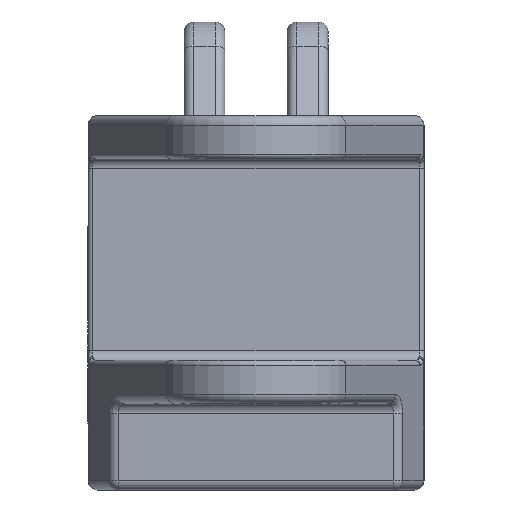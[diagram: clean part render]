
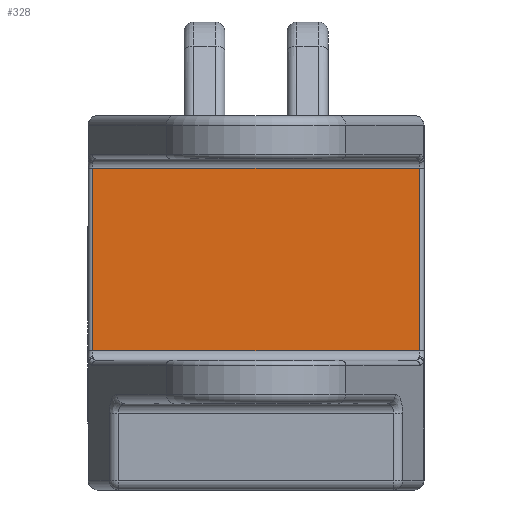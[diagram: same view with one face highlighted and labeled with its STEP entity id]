
A CAD part, left-side view. The second image highlights one B-rep face of the part: STEP entity #328.
In plain terms, the highlighted planar face has unit normal (-1, 0, 0).
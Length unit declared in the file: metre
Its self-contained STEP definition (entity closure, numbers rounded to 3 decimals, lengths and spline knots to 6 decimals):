
#328 = ADVANCED_FACE( '', ( #720 ), #721, .T. );
#720 = FACE_OUTER_BOUND( '', #1959, .T. );
#721 = PLANE( '', #1960 );
#1959 = EDGE_LOOP( '', ( #3173, #3174, #3175, #3176 ) );
#1960 = AXIS2_PLACEMENT_3D( '', #3177, #3178, #3179 );
#3173 = ORIENTED_EDGE( '', *, *, #3705, .T. );
#3174 = ORIENTED_EDGE( '', *, *, #3943, .T. );
#3175 = ORIENTED_EDGE( '', *, *, #3908, .T. );
#3176 = ORIENTED_EDGE( '', *, *, #3917, .F. );
#3177 = CARTESIAN_POINT( '', ( 0.34056, 0., 0.40392 ) );
#3178 = DIRECTION( '', ( -1., 0., 0. ) );
#3179 = DIRECTION( '', ( 0., 0., -1. ) );
#3705 = EDGE_CURVE( '', #4096, #4223, #4225, .T. );
#3908 = EDGE_CURVE( '', #4518, #4058, #4519, .F. );
#3917 = EDGE_CURVE( '', #4096, #4058, #4528, .T. );
#3943 = EDGE_CURVE( '', #4223, #4518, #4555, .T. );
#4058 = VERTEX_POINT( '', #4680 );
#4096 = VERTEX_POINT( '', #4722 );
#4223 = VERTEX_POINT( '', #4906 );
#4225 = LINE( '', #4908, #4909 );
#4518 = VERTEX_POINT( '', #5322 );
#4519 = LINE( '', #5323, #5324 );
#4528 = LINE( '', #5333, #5334 );
#4555 = LINE( '', #5395, #5396 );
#4680 = CARTESIAN_POINT( '', ( 0.34056, 0.26928, 0.38808 ) );
#4722 = CARTESIAN_POINT( '', ( 0.34056, 0.26928, 0.08712 ) );
#4906 = CARTESIAN_POINT( '', ( 0.34056, -0.26928, 0.08712 ) );
#4908 = CARTESIAN_POINT( '', ( 0.34056, 0., 0.08712 ) );
#4909 = VECTOR( '', #5676, 1. );
#5322 = CARTESIAN_POINT( '', ( 0.34056, -0.26928, 0.38808 ) );
#5323 = CARTESIAN_POINT( '', ( 0.34056, 0., 0.38808 ) );
#5324 = VECTOR( '', #6001, 1. );
#5333 = CARTESIAN_POINT( '', ( 0.34056, 0.26928, 0.40392 ) );
#5334 = VECTOR( '', #6017, 1. );
#5395 = CARTESIAN_POINT( '', ( 0.34056, -0.26928, 0.40392 ) );
#5396 = VECTOR( '', #6045, 1. );
#5676 = DIRECTION( '', ( 0., -1., 0. ) );
#6001 = DIRECTION( '', ( 0., -1., 0. ) );
#6017 = DIRECTION( '', ( 0., 0., 1. ) );
#6045 = DIRECTION( '', ( 0., 0., 1. ) );
